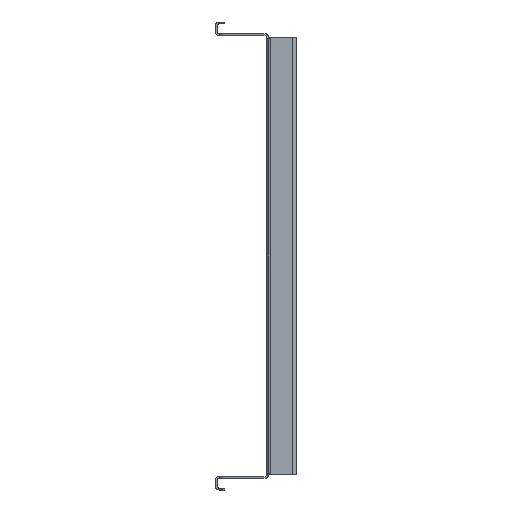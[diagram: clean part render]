
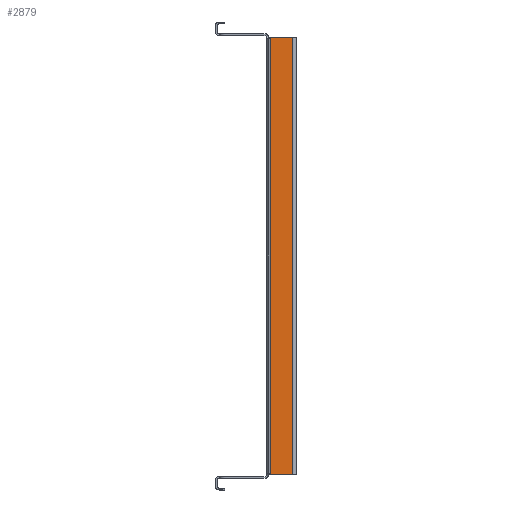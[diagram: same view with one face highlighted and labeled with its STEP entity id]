
A CAD part, left-side view. The second image highlights one B-rep face of the part: STEP entity #2879.
In plain terms, the highlighted planar face has unit normal (-1, 0, 0).
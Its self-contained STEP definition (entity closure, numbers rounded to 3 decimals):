
#269 = DIRECTION ( 'NONE',  ( 0., 1., 0. ) ) ;
#1099 = CARTESIAN_POINT ( 'NONE',  ( -430., 0., 0. ) ) ;
#1133 = CARTESIAN_POINT ( 'NONE',  ( -430., -29., -243. ) ) ;
#1199 = VERTEX_POINT ( 'NONE', #20251 ) ;
#1941 = VERTEX_POINT ( 'NONE', #12699 ) ;
#2879 = ADVANCED_FACE ( 'NONE', ( #17739 ), #20960, .T. ) ;
#3425 = LINE ( 'NONE', #19713, #7855 ) ;
#3454 = VECTOR ( 'NONE', #7722, 1000. ) ;
#3834 = VECTOR ( 'NONE', #19783, 1000. ) ;
#3913 = ORIENTED_EDGE ( 'NONE', *, *, #4308, .T. ) ;
#4308 = EDGE_CURVE ( 'NONE', #5321, #1199, #21112, .T. ) ;
#5027 = CARTESIAN_POINT ( 'NONE',  ( -430., 0., -243. ) ) ;
#5321 = VERTEX_POINT ( 'NONE', #1133 ) ;
#6312 = CARTESIAN_POINT ( 'NONE',  ( -430., -29., -243. ) ) ;
#6801 = CARTESIAN_POINT ( 'NONE',  ( -430., -4., 0. ) ) ;
#7103 = VERTEX_POINT ( 'NONE', #20414 ) ;
#7722 = DIRECTION ( 'NONE',  ( 0., 0., 1. ) ) ;
#7855 = VECTOR ( 'NONE', #269, 1000. ) ;
#9756 = EDGE_CURVE ( 'NONE', #7103, #1941, #16528, .T. ) ;
#11035 = VECTOR ( 'NONE', #16685, 1000. ) ;
#11505 = ORIENTED_EDGE ( 'NONE', *, *, #12415, .T. ) ;
#12415 = EDGE_CURVE ( 'NONE', #1199, #7103, #3425, .T. ) ;
#12493 = ORIENTED_EDGE ( 'NONE', *, *, #20816, .T. ) ;
#12699 = CARTESIAN_POINT ( 'NONE',  ( -430., -4., -243. ) ) ;
#14204 = AXIS2_PLACEMENT_3D ( 'NONE', #1099, #20861, #19351 ) ;
#16528 = LINE ( 'NONE', #6801, #3834 ) ;
#16685 = DIRECTION ( 'NONE',  ( 0., -1., 0. ) ) ;
#17739 = FACE_OUTER_BOUND ( 'NONE', #21266, .T. ) ;
#18617 = LINE ( 'NONE', #5027, #11035 ) ;
#19351 = DIRECTION ( 'NONE',  ( 0., -1., 0. ) ) ;
#19713 = CARTESIAN_POINT ( 'NONE',  ( -430., 0., 243. ) ) ;
#19783 = DIRECTION ( 'NONE',  ( 0., 0., -1. ) ) ;
#20228 = ORIENTED_EDGE ( 'NONE', *, *, #9756, .T. ) ;
#20251 = CARTESIAN_POINT ( 'NONE',  ( -430., -29., 243. ) ) ;
#20414 = CARTESIAN_POINT ( 'NONE',  ( -430., -4., 243. ) ) ;
#20816 = EDGE_CURVE ( 'NONE', #1941, #5321, #18617, .T. ) ;
#20861 = DIRECTION ( 'NONE',  ( -1., 0., 0. ) ) ;
#20960 = PLANE ( 'NONE',  #14204 ) ;
#21112 = LINE ( 'NONE', #6312, #3454 ) ;
#21266 = EDGE_LOOP ( 'NONE', ( #12493, #3913, #11505, #20228 ) ) ;
